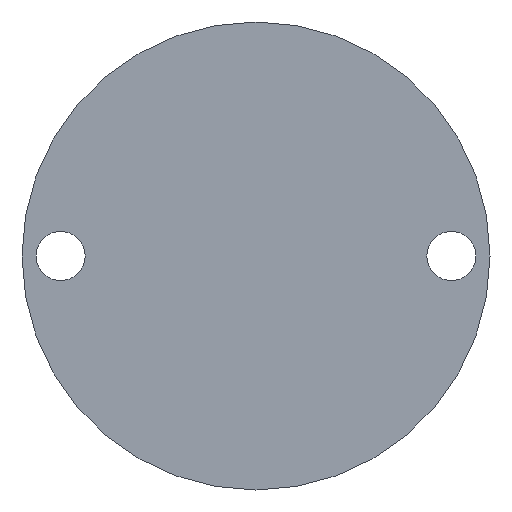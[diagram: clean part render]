
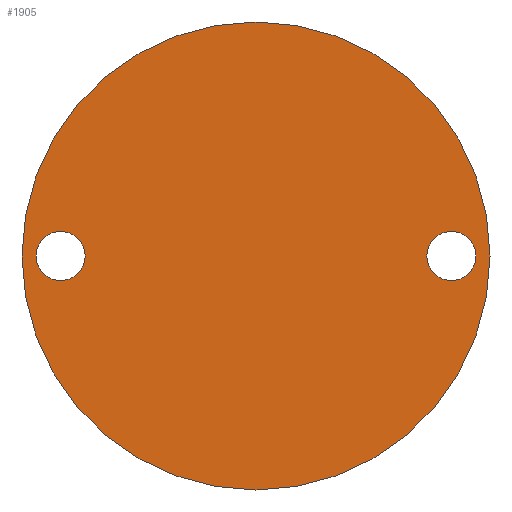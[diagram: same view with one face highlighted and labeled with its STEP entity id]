
A CAD part, front view. The second image highlights one B-rep face of the part: STEP entity #1905.
In plain terms, the highlighted planar face has unit normal (0, -1, 0).
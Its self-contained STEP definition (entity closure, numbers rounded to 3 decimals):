
#9 = AXIS2_PLACEMENT_3D ( 'NONE', #1383, #1407, #1877 ) ;
#42 = DIRECTION ( 'NONE',  ( -1., 0., 0. ) ) ;
#55 = FACE_BOUND ( 'NONE', #1594, .T. ) ;
#97 = DIRECTION ( 'NONE',  ( -1., 0., 0. ) ) ;
#140 = CIRCLE ( 'NONE', #404, 5.25 ) ;
#183 = FACE_BOUND ( 'NONE', #901, .T. ) ;
#194 = CARTESIAN_POINT ( 'NONE',  ( 50., 0., 0. ) ) ;
#271 = CIRCLE ( 'NONE', #533, 5.25 ) ;
#297 = AXIS2_PLACEMENT_3D ( 'NONE', #1405, #807, #42 ) ;
#323 = DIRECTION ( 'NONE',  ( -1., 0., 0. ) ) ;
#404 = AXIS2_PLACEMENT_3D ( 'NONE', #606, #434, #924 ) ;
#409 = EDGE_CURVE ( 'NONE', #1487, #1913, #1133, .T. ) ;
#422 = VERTEX_POINT ( 'NONE', #912 ) ;
#434 = DIRECTION ( 'NONE',  ( 0., 1., 0. ) ) ;
#458 = AXIS2_PLACEMENT_3D ( 'NONE', #1418, #935, #946 ) ;
#459 = CARTESIAN_POINT ( 'NONE',  ( 0., 0., 0. ) ) ;
#503 = CIRCLE ( 'NONE', #297, 5.25 ) ;
#533 = AXIS2_PLACEMENT_3D ( 'NONE', #739, #1355, #97 ) ;
#606 = CARTESIAN_POINT ( 'NONE',  ( -41.75, 0., 0. ) ) ;
#664 = CARTESIAN_POINT ( 'NONE',  ( 47., 0., 0. ) ) ;
#739 = CARTESIAN_POINT ( 'NONE',  ( 41.75, 0., 0. ) ) ;
#759 = ORIENTED_EDGE ( 'NONE', *, *, #952, .T. ) ;
#798 = PLANE ( 'NONE',  #458 ) ;
#807 = DIRECTION ( 'NONE',  ( 0., 1., 0. ) ) ;
#817 = AXIS2_PLACEMENT_3D ( 'NONE', #1542, #1858, #323 ) ;
#901 = EDGE_LOOP ( 'NONE', ( #1480, #1268 ) ) ;
#903 = EDGE_CURVE ( 'NONE', #1913, #1487, #1521, .T. ) ;
#912 = CARTESIAN_POINT ( 'NONE',  ( -47., 0., 0. ) ) ;
#921 = DIRECTION ( 'NONE',  ( 1., 0., 0. ) ) ;
#924 = DIRECTION ( 'NONE',  ( -1., 0., 0. ) ) ;
#935 = DIRECTION ( 'NONE',  ( 0., 1., 0. ) ) ;
#946 = DIRECTION ( 'NONE',  ( -1., 0., 0. ) ) ;
#952 = EDGE_CURVE ( 'NONE', #422, #1602, #1653, .T. ) ;
#1011 = VERTEX_POINT ( 'NONE', #664 ) ;
#1027 = VERTEX_POINT ( 'NONE', #1432 ) ;
#1133 = CIRCLE ( 'NONE', #1752, 50. ) ;
#1145 = ORIENTED_EDGE ( 'NONE', *, *, #409, .T. ) ;
#1154 = ORIENTED_EDGE ( 'NONE', *, *, #1774, .T. ) ;
#1185 = EDGE_CURVE ( 'NONE', #1027, #1011, #271, .T. ) ;
#1268 = ORIENTED_EDGE ( 'NONE', *, *, #1925, .T. ) ;
#1298 = CARTESIAN_POINT ( 'NONE',  ( -36.5, 0., 0. ) ) ;
#1349 = CARTESIAN_POINT ( 'NONE',  ( -50., 0., 0. ) ) ;
#1355 = DIRECTION ( 'NONE',  ( 0., 1., 0. ) ) ;
#1383 = CARTESIAN_POINT ( 'NONE',  ( 0., 0., 0. ) ) ;
#1405 = CARTESIAN_POINT ( 'NONE',  ( 41.75, 0., 0. ) ) ;
#1407 = DIRECTION ( 'NONE',  ( 0., -1., 0. ) ) ;
#1418 = CARTESIAN_POINT ( 'NONE',  ( 0., 0., 0. ) ) ;
#1432 = CARTESIAN_POINT ( 'NONE',  ( 36.5, 0., 0. ) ) ;
#1440 = ORIENTED_EDGE ( 'NONE', *, *, #903, .T. ) ;
#1480 = ORIENTED_EDGE ( 'NONE', *, *, #1185, .T. ) ;
#1487 = VERTEX_POINT ( 'NONE', #1349 ) ;
#1521 = CIRCLE ( 'NONE', #9, 50. ) ;
#1531 = EDGE_LOOP ( 'NONE', ( #1440, #1145 ) ) ;
#1542 = CARTESIAN_POINT ( 'NONE',  ( -41.75, 0., 0. ) ) ;
#1574 = FACE_OUTER_BOUND ( 'NONE', #1531, .T. ) ;
#1594 = EDGE_LOOP ( 'NONE', ( #759, #1154 ) ) ;
#1602 = VERTEX_POINT ( 'NONE', #1298 ) ;
#1653 = CIRCLE ( 'NONE', #817, 5.25 ) ;
#1694 = DIRECTION ( 'NONE',  ( 0., -1., 0. ) ) ;
#1752 = AXIS2_PLACEMENT_3D ( 'NONE', #459, #1694, #921 ) ;
#1774 = EDGE_CURVE ( 'NONE', #1602, #422, #140, .T. ) ;
#1858 = DIRECTION ( 'NONE',  ( 0., 1., 0. ) ) ;
#1877 = DIRECTION ( 'NONE',  ( 1., 0., 0. ) ) ;
#1905 = ADVANCED_FACE ( 'NONE', ( #55, #183, #1574 ), #798, .F. ) ;
#1913 = VERTEX_POINT ( 'NONE', #194 ) ;
#1925 = EDGE_CURVE ( 'NONE', #1011, #1027, #503, .T. ) ;
